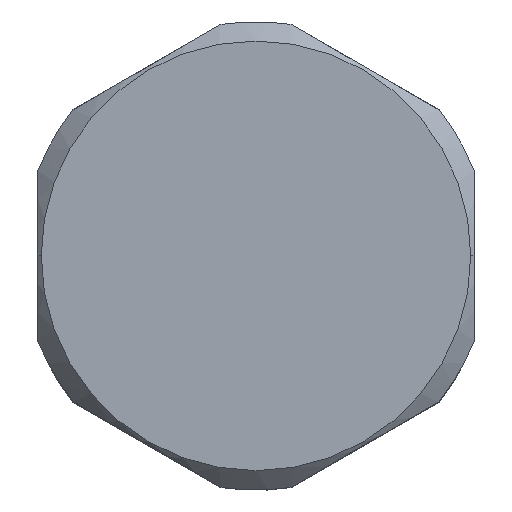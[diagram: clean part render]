
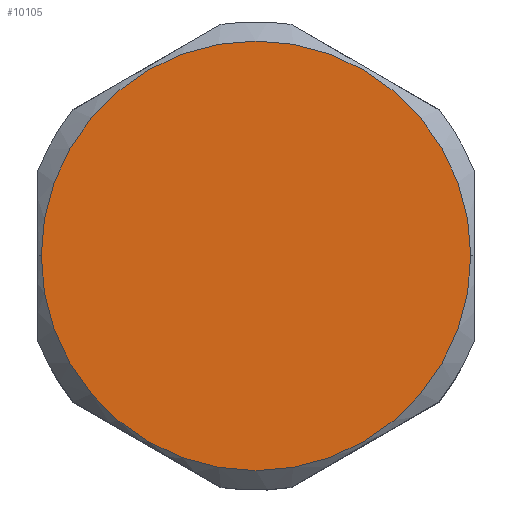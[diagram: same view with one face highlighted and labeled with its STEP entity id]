
A CAD part, top view. The second image highlights one B-rep face of the part: STEP entity #10105.
In plain terms, the highlighted planar face has unit normal (0, 0, 1).
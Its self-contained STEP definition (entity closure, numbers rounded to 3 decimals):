
#72=CARTESIAN_POINT('',(0.,0.,0.));
#73=DIRECTION('',(0.,0.,-1.));
#74=DIRECTION('',(1.,0.,0.));
#75=AXIS2_PLACEMENT_3D('',#72,#73,#74);
#215=CARTESIAN_POINT('',(0.,0.,0.));
#216=DIRECTION('',(0.,0.,1.));
#217=DIRECTION('',(1.,0.,0.));
#218=AXIS2_PLACEMENT_3D('',#215,#216,#217);
#9119=CARTESIAN_POINT('',(13.3,0.,0.));
#9120=CARTESIAN_POINT('',(-13.3,0.,0.));
#9121=VERTEX_POINT('',#9119);
#9122=VERTEX_POINT('',#9120);
#10094=CARTESIAN_POINT('',(0.,0.,0.));
#10095=DIRECTION('',(0.,0.,1.));
#10096=DIRECTION('',(-1.,0.,0.));
#10097=AXIS2_PLACEMENT_3D('',#10094,#10095,#10096);
#10098=PLANE('',#10097);
#10100=ORIENTED_EDGE('',*,*,#10099,.T.);
#10102=ORIENTED_EDGE('',*,*,#10101,.F.);
#10103=EDGE_LOOP('',(#10100,#10102));
#10104=FACE_OUTER_BOUND('',#10103,.F.);
#76=CIRCLE('',#75,13.3);
#219=CIRCLE('',#218,13.3);
#10099=EDGE_CURVE('',#9121,#9122,#76,.T.);
#10101=EDGE_CURVE('',#9121,#9122,#219,.T.);
#10105=ADVANCED_FACE('',(#10104),#10098,.T.);
